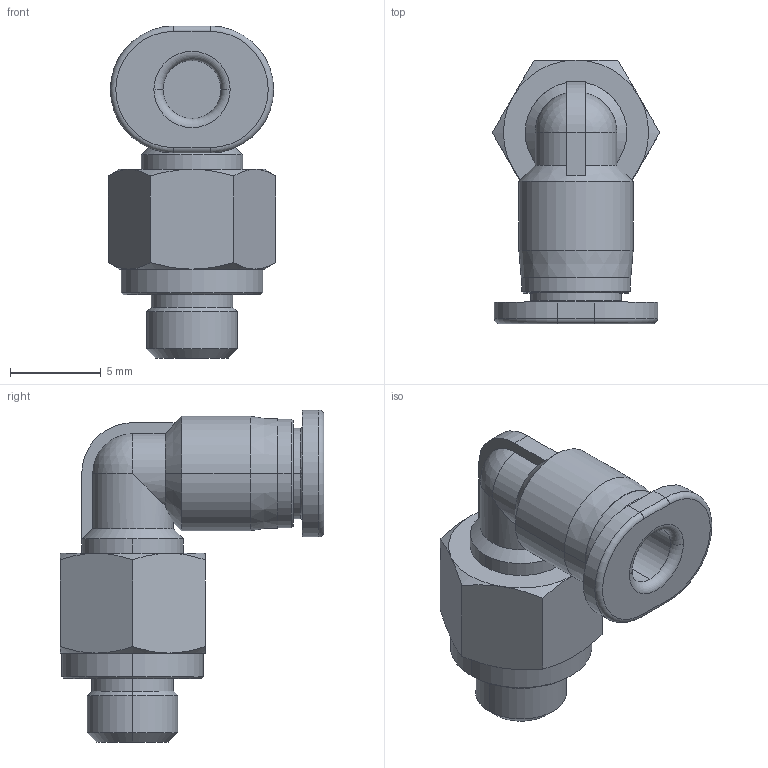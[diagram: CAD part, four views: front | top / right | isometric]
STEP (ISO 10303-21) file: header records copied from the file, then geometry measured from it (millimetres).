
FILE_DESCRIPTION((''),'2;1');
FILE_NAME('PL03M5C-mdt.stp','2017-07-24T14:46:01',(''),(''),'Mechanical Desktop 2009','Mechanical Desktop 2009',', , ');
FILE_SCHEMA(('CONFIG_CONTROL_DESIGN'));
Length unit declared in the file: millimetre
Products named in the file (6): PL03M5C-MDTA; PL03M5C-MDT; NLM5C; COLLAR-L03C; COLLAR-L03C-L; NLM3C-S
Assembly tree (6 placements, depth 2):
  PL03M5C-MDTA
    PL03M5C-MDT
    NLM5C
    COLLAR-L03C  x2
    COLLAR-L03C-L
    NLM3C-S
Bounding box: 9.24 x 14.55 x 18.3 mm (x, y, z)
Volume: 740 mm3; surface area: 797.4 mm2
Topology: 1 solids, 1 shells, 85 faces, 188 edges, 113 vertices
Faces by surface type: cylinder 26, cone 25, plane 24, torus 4, bspline 4, sphere 2
Entity records: 2667 total; most frequent: CARTESIAN_POINT 648, DIRECTION 432, ORIENTED_EDGE 376, EDGE_CURVE 188, AXIS2_PLACEMENT_3D 186, VERTEX_POINT 113, CIRCLE 96, EDGE_LOOP 93
